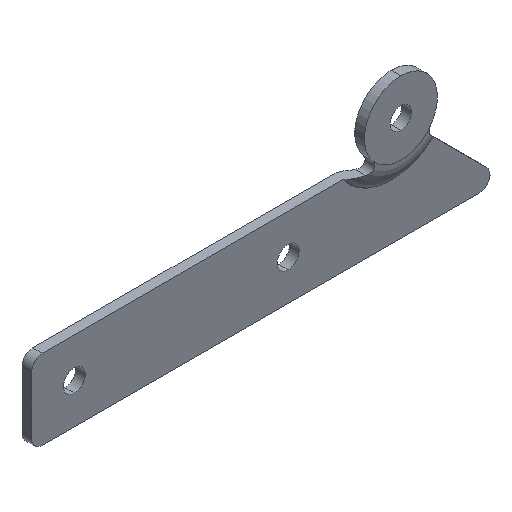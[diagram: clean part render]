
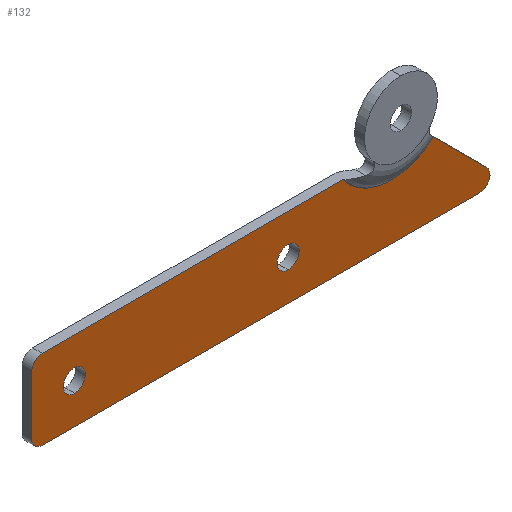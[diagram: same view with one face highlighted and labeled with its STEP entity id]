
A CAD part, isometric view. The second image highlights one B-rep face of the part: STEP entity #132.
In plain terms, the highlighted planar face has unit normal (0, -1, 0).
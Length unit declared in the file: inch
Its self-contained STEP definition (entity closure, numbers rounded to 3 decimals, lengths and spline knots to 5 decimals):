
#7 = CARTESIAN_POINT ( 'NONE',  ( 0.79, 0., 0. ) ) ;
#11 = VERTEX_POINT ( 'NONE', #389 ) ;
#13 = CIRCLE ( 'NONE', #863, 0.55269 ) ;
#23 = VECTOR ( 'NONE', #617, 39.37008 ) ;
#30 = VERTEX_POINT ( 'NONE', #795 ) ;
#36 = CIRCLE ( 'NONE', #574, 0.1025 ) ;
#51 = AXIS2_PLACEMENT_3D ( 'NONE', #691, #645, #314 ) ;
#57 = EDGE_CURVE ( 'NONE', #363, #11, #36, .T. ) ;
#78 = ORIENTED_EDGE ( 'NONE', *, *, #87, .F. ) ;
#87 = EDGE_CURVE ( 'NONE', #883, #777, #90, .T. ) ;
#89 = ORIENTED_EDGE ( 'NONE', *, *, #664, .T. ) ;
#90 = CIRCLE ( 'NONE', #51, 0.1 ) ;
#107 = AXIS2_PLACEMENT_3D ( 'NONE', #7, #824, #640 ) ;
#115 = VERTEX_POINT ( 'NONE', #448 ) ;
#119 = CIRCLE ( 'NONE', #713, 0.1025 ) ;
#132 = ADVANCED_FACE ( 'NONE', ( #173, #141, #285 ), #695, .F. ) ;
#134 = LINE ( 'NONE', #612, #156 ) ;
#139 = ORIENTED_EDGE ( 'NONE', *, *, #366, .T. ) ;
#141 = FACE_BOUND ( 'NONE', #482, .T. ) ;
#142 = VECTOR ( 'NONE', #822, 39.37008 ) ;
#156 = VECTOR ( 'NONE', #620, 39.37008 ) ;
#159 = EDGE_CURVE ( 'NONE', #680, #221, #328, .T. ) ;
#164 = CARTESIAN_POINT ( 'NONE',  ( -1.60998, 0., -0.275 ) ) ;
#167 = CARTESIAN_POINT ( 'NONE',  ( 1.75002, 0., 0.695 ) ) ;
#169 = ORIENTED_EDGE ( 'NONE', *, *, #796, .F. ) ;
#173 = FACE_BOUND ( 'NONE', #864, .T. ) ;
#190 = LINE ( 'NONE', #834, #23 ) ;
#221 = VERTEX_POINT ( 'NONE', #644 ) ;
#238 = LINE ( 'NONE', #621, #142 ) ;
#248 = DIRECTION ( 'NONE',  ( 0., 0., 1. ) ) ;
#253 = CIRCLE ( 'NONE', #107, 0.1025 ) ;
#256 = VERTEX_POINT ( 'NONE', #415 ) ;
#262 = CARTESIAN_POINT ( 'NONE',  ( -1.50998, 0., -0.275 ) ) ;
#263 = CARTESIAN_POINT ( 'NONE',  ( 2.6493, 0., -0.20429 ) ) ;
#285 = FACE_OUTER_BOUND ( 'NONE', #384, .T. ) ;
#302 = DIRECTION ( 'NONE',  ( 0., 1., 0. ) ) ;
#308 = DIRECTION ( 'NONE',  ( 0., 0., 1. ) ) ;
#314 = DIRECTION ( 'NONE',  ( 0., 0., 1. ) ) ;
#325 = CARTESIAN_POINT ( 'NONE',  ( -1.21, 0., 0. ) ) ;
#328 = CIRCLE ( 'NONE', #870, 0.1 ) ;
#330 = EDGE_CURVE ( 'NONE', #777, #710, #190, .T. ) ;
#332 = CARTESIAN_POINT ( 'NONE',  ( 1.9975, 0., 0.44751 ) ) ;
#347 = DIRECTION ( 'NONE',  ( 0., 1., 0. ) ) ;
#363 = VERTEX_POINT ( 'NONE', #387 ) ;
#366 = EDGE_CURVE ( 'NONE', #751, #256, #119, .T. ) ;
#367 = ORIENTED_EDGE ( 'NONE', *, *, #683, .F. ) ;
#384 = EDGE_LOOP ( 'NONE', ( #489, #169, #417, #78, #367, #579, #471, #463 ) ) ;
#387 = CARTESIAN_POINT ( 'NONE',  ( -1.21, 0., -0.1025 ) ) ;
#389 = CARTESIAN_POINT ( 'NONE',  ( -1.21, 0., 0.1025 ) ) ;
#397 = DIRECTION ( 'NONE',  ( 0., 0., 1. ) ) ;
#402 = CARTESIAN_POINT ( 'NONE',  ( 1.30297, 0., 0.37 ) ) ;
#404 = CARTESIAN_POINT ( 'NONE',  ( 0.79, 0., -0.1025 ) ) ;
#415 = CARTESIAN_POINT ( 'NONE',  ( 0.79, 0., 0.1025 ) ) ;
#417 = ORIENTED_EDGE ( 'NONE', *, *, #330, .F. ) ;
#445 = DIRECTION ( 'NONE',  ( 0.707, 0., -0.707 ) ) ;
#448 = CARTESIAN_POINT ( 'NONE',  ( 2.14083, 0., 0.30419 ) ) ;
#463 = ORIENTED_EDGE ( 'NONE', *, *, #159, .F. ) ;
#467 = AXIS2_PLACEMENT_3D ( 'NONE', #629, #633, #248 ) ;
#471 = ORIENTED_EDGE ( 'NONE', *, *, #761, .F. ) ;
#482 = EDGE_LOOP ( 'NONE', ( #692, #651 ) ) ;
#489 = ORIENTED_EDGE ( 'NONE', *, *, #787, .F. ) ;
#492 = DIRECTION ( 'NONE',  ( 0., 1., 0. ) ) ;
#520 = CARTESIAN_POINT ( 'NONE',  ( -1.60998, 0., 0.27 ) ) ;
#536 = EDGE_CURVE ( 'NONE', #11, #363, #720, .T. ) ;
#556 = CARTESIAN_POINT ( 'NONE',  ( 1.75002, 0., 0.695 ) ) ;
#574 = AXIS2_PLACEMENT_3D ( 'NONE', #325, #302, #397 ) ;
#579 = ORIENTED_EDGE ( 'NONE', *, *, #878, .F. ) ;
#586 = VECTOR ( 'NONE', #445, 39.37008 ) ;
#593 = VERTEX_POINT ( 'NONE', #164 ) ;
#612 = CARTESIAN_POINT ( 'NONE',  ( 1.75002, 0., -0.375 ) ) ;
#617 = DIRECTION ( 'NONE',  ( 1., 0., 0. ) ) ;
#620 = DIRECTION ( 'NONE',  ( -1., 0., 0. ) ) ;
#621 = CARTESIAN_POINT ( 'NONE',  ( -1.60998, 0., 0.695 ) ) ;
#629 = CARTESIAN_POINT ( 'NONE',  ( -1.21, 0., 0. ) ) ;
#633 = DIRECTION ( 'NONE',  ( 0., 1., 0. ) ) ;
#636 = DIRECTION ( 'NONE',  ( 0., 0., 1. ) ) ;
#639 = DIRECTION ( 'NONE',  ( 0., 1., 0. ) ) ;
#640 = DIRECTION ( 'NONE',  ( 0., 0., 1. ) ) ;
#644 = CARTESIAN_POINT ( 'NONE',  ( 2.57859, 0., -0.375 ) ) ;
#645 = DIRECTION ( 'NONE',  ( 0., 1., 0. ) ) ;
#651 = ORIENTED_EDGE ( 'NONE', *, *, #57, .T. ) ;
#664 = EDGE_CURVE ( 'NONE', #256, #751, #253, .T. ) ;
#673 = AXIS2_PLACEMENT_3D ( 'NONE', #556, #492, #308 ) ;
#680 = VERTEX_POINT ( 'NONE', #263 ) ;
#682 = DIRECTION ( 'NONE',  ( 0., -1., 0. ) ) ;
#683 = EDGE_CURVE ( 'NONE', #593, #883, #238, .T. ) ;
#689 = DIRECTION ( 'NONE',  ( 0., 0., 1. ) ) ;
#690 = CIRCLE ( 'NONE', #813, 0.1 ) ;
#691 = CARTESIAN_POINT ( 'NONE',  ( -1.50998, 0., 0.27 ) ) ;
#692 = ORIENTED_EDGE ( 'NONE', *, *, #536, .T. ) ;
#695 = PLANE ( 'NONE',  #673 ) ;
#710 = VERTEX_POINT ( 'NONE', #402 ) ;
#713 = AXIS2_PLACEMENT_3D ( 'NONE', #862, #831, #865 ) ;
#720 = CIRCLE ( 'NONE', #467, 0.1025 ) ;
#740 = CARTESIAN_POINT ( 'NONE',  ( 2.57859, 0., -0.275 ) ) ;
#743 = DIRECTION ( 'NONE',  ( 0., 0., 1. ) ) ;
#751 = VERTEX_POINT ( 'NONE', #404 ) ;
#761 = EDGE_CURVE ( 'NONE', #221, #30, #134, .T. ) ;
#763 = LINE ( 'NONE', #332, #586 ) ;
#777 = VERTEX_POINT ( 'NONE', #859 ) ;
#787 = EDGE_CURVE ( 'NONE', #115, #680, #763, .T. ) ;
#795 = CARTESIAN_POINT ( 'NONE',  ( -1.50998, 0., -0.375 ) ) ;
#796 = EDGE_CURVE ( 'NONE', #710, #115, #13, .T. ) ;
#813 = AXIS2_PLACEMENT_3D ( 'NONE', #262, #639, #636 ) ;
#822 = DIRECTION ( 'NONE',  ( 0., 0., 1. ) ) ;
#824 = DIRECTION ( 'NONE',  ( 0., 1., 0. ) ) ;
#831 = DIRECTION ( 'NONE',  ( 0., 1., 0. ) ) ;
#834 = CARTESIAN_POINT ( 'NONE',  ( 1.75002, 0., 0.37 ) ) ;
#859 = CARTESIAN_POINT ( 'NONE',  ( -1.50998, 0., 0.37 ) ) ;
#862 = CARTESIAN_POINT ( 'NONE',  ( 0.79, 0., 0. ) ) ;
#863 = AXIS2_PLACEMENT_3D ( 'NONE', #167, #682, #689 ) ;
#864 = EDGE_LOOP ( 'NONE', ( #89, #139 ) ) ;
#865 = DIRECTION ( 'NONE',  ( 0., 0., 1. ) ) ;
#870 = AXIS2_PLACEMENT_3D ( 'NONE', #740, #347, #743 ) ;
#878 = EDGE_CURVE ( 'NONE', #30, #593, #690, .T. ) ;
#883 = VERTEX_POINT ( 'NONE', #520 ) ;
